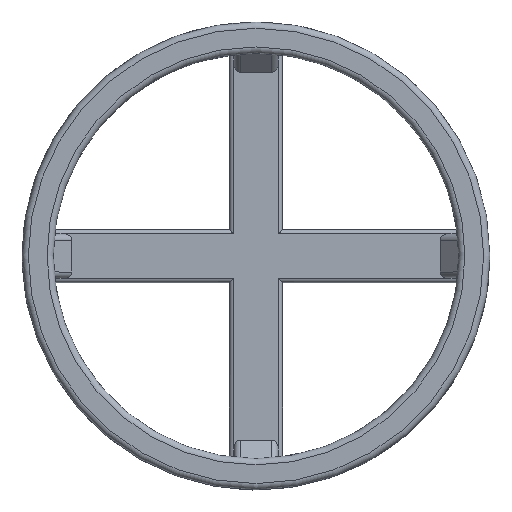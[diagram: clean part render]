
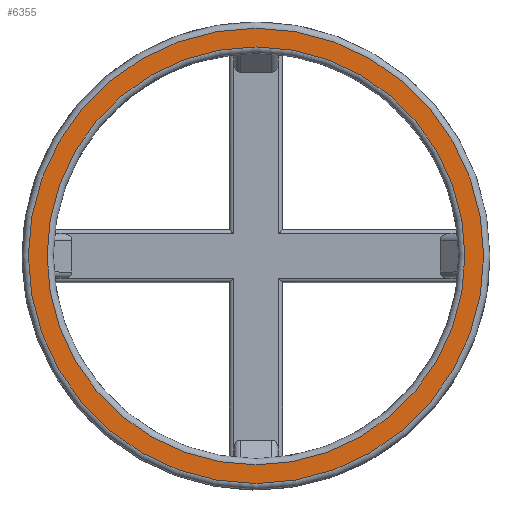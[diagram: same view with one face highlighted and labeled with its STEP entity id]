
A CAD part, top view. The second image highlights one B-rep face of the part: STEP entity #6355.
In plain terms, the highlighted planar face has unit normal (0, 0, 1).
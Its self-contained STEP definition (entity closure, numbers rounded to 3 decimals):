
#1917 = TOROIDAL_SURFACE('',#1918,33.5,1.);
#1918 = AXIS2_PLACEMENT_3D('',#1919,#1920,#1921);
#1919 = CARTESIAN_POINT('',(0.,0.,21.));
#1920 = DIRECTION('',(0.,0.,1.));
#1921 = DIRECTION('',(1.,0.,-0.));
#5141 = VERTEX_POINT('',#5142);
#5142 = CARTESIAN_POINT('',(33.5,0.,22.));
#5162 = EDGE_CURVE('',#5141,#5141,#5163,.T.);
#5163 = SURFACE_CURVE('',#5164,(#5169,#5176),.PCURVE_S1.);
#5164 = CIRCLE('',#5165,33.5);
#5165 = AXIS2_PLACEMENT_3D('',#5166,#5167,#5168);
#5166 = CARTESIAN_POINT('',(0.,0.,22.));
#5167 = DIRECTION('',(0.,0.,1.));
#5168 = DIRECTION('',(1.,0.,-0.));
#5169 = PCURVE('',#1917,#5170);
#5170 = DEFINITIONAL_REPRESENTATION('',(#5171),#5175);
#5171 = LINE('',#5172,#5173);
#5172 = CARTESIAN_POINT('',(0.,1.571));
#5173 = VECTOR('',#5174,1.);
#5174 = DIRECTION('',(1.,0.));
#5175 = ( GEOMETRIC_REPRESENTATION_CONTEXT(2) 
PARAMETRIC_REPRESENTATION_CONTEXT() REPRESENTATION_CONTEXT('2D SPACE',''
  ) );
#5176 = PCURVE('',#5177,#5182);
#5177 = PLANE('',#5178);
#5178 = AXIS2_PLACEMENT_3D('',#5179,#5180,#5181);
#5179 = CARTESIAN_POINT('',(0.,0.,22.)
  );
#5180 = DIRECTION('',(0.,0.,1.));
#5181 = DIRECTION('',(1.,0.,-0.));
#5182 = DEFINITIONAL_REPRESENTATION('',(#5183),#5187);
#5183 = CIRCLE('',#5184,33.5);
#5184 = AXIS2_PLACEMENT_2D('',#5185,#5186);
#5185 = CARTESIAN_POINT('',(0.,0.));
#5186 = DIRECTION('',(1.,0.));
#5187 = ( GEOMETRIC_REPRESENTATION_CONTEXT(2) 
PARAMETRIC_REPRESENTATION_CONTEXT() REPRESENTATION_CONTEXT('2D SPACE',''
  ) );
#6355 = ADVANCED_FACE('',(#6356,#6387),#5177,.T.);
#6356 = FACE_BOUND('',#6357,.T.);
#6357 = EDGE_LOOP('',(#6358));
#6358 = ORIENTED_EDGE('',*,*,#6359,.T.);
#6359 = EDGE_CURVE('',#6360,#6360,#6362,.T.);
#6360 = VERTEX_POINT('',#6361);
#6361 = CARTESIAN_POINT('',(36.5,0.,22.));
#6362 = SURFACE_CURVE('',#6363,(#6368,#6375),.PCURVE_S1.);
#6363 = CIRCLE('',#6364,36.5);
#6364 = AXIS2_PLACEMENT_3D('',#6365,#6366,#6367);
#6365 = CARTESIAN_POINT('',(0.,0.,22.));
#6366 = DIRECTION('',(0.,0.,1.));
#6367 = DIRECTION('',(1.,0.,-0.));
#6368 = PCURVE('',#5177,#6369);
#6369 = DEFINITIONAL_REPRESENTATION('',(#6370),#6374);
#6370 = CIRCLE('',#6371,36.5);
#6371 = AXIS2_PLACEMENT_2D('',#6372,#6373);
#6372 = CARTESIAN_POINT('',(0.,0.));
#6373 = DIRECTION('',(1.,0.));
#6374 = ( GEOMETRIC_REPRESENTATION_CONTEXT(2) 
PARAMETRIC_REPRESENTATION_CONTEXT() REPRESENTATION_CONTEXT('2D SPACE',''
  ) );
#6375 = PCURVE('',#6376,#6381);
#6376 = TOROIDAL_SURFACE('',#6377,36.5,1.);
#6377 = AXIS2_PLACEMENT_3D('',#6378,#6379,#6380);
#6378 = CARTESIAN_POINT('',(0.,0.,21.));
#6379 = DIRECTION('',(0.,0.,1.));
#6380 = DIRECTION('',(1.,0.,-0.));
#6381 = DEFINITIONAL_REPRESENTATION('',(#6382),#6386);
#6382 = LINE('',#6383,#6384);
#6383 = CARTESIAN_POINT('',(0.,1.571));
#6384 = VECTOR('',#6385,1.);
#6385 = DIRECTION('',(1.,0.));
#6386 = ( GEOMETRIC_REPRESENTATION_CONTEXT(2) 
PARAMETRIC_REPRESENTATION_CONTEXT() REPRESENTATION_CONTEXT('2D SPACE',''
  ) );
#6387 = FACE_BOUND('',#6388,.T.);
#6388 = EDGE_LOOP('',(#6389));
#6389 = ORIENTED_EDGE('',*,*,#5162,.F.);
